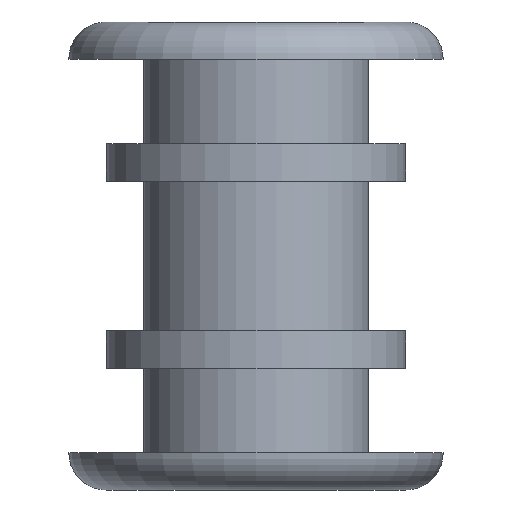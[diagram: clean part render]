
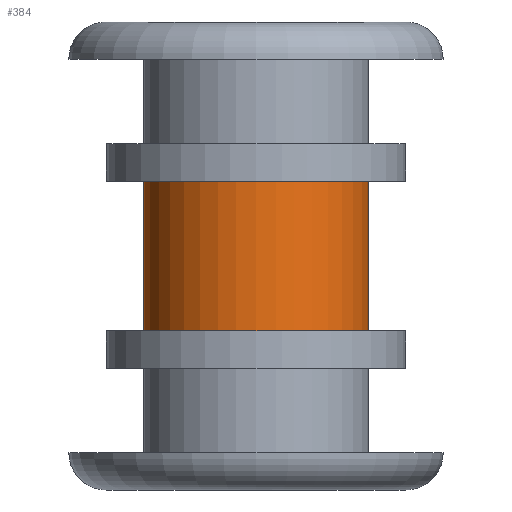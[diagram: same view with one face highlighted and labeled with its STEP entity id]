
A CAD part, left-side view. The second image highlights one B-rep face of the part: STEP entity #384.
In plain terms, the highlighted cylindrical face has radius 30 mm (diameter 60 mm), a full revolution.
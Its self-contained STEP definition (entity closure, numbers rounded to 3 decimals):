
#62 = ORIENTED_EDGE ( 'NONE', *, *, #445, .F. ) ;
#83 = EDGE_CURVE ( 'NONE', #208, #208, #970, .T. ) ;
#113 = ORIENTED_EDGE ( 'NONE', *, *, #83, .F. ) ;
#151 = DIRECTION ( 'NONE',  ( -1., 0., 0. ) ) ;
#208 = VERTEX_POINT ( 'NONE', #434 ) ;
#307 = CYLINDRICAL_SURFACE ( 'NONE', #725, 30. ) ;
#315 = CIRCLE ( 'NONE', #1000, 30. ) ;
#318 = DIRECTION ( 'NONE',  ( 1., 0., 0. ) ) ;
#384 = ADVANCED_FACE ( 'NONE', ( #837, #753 ), #307, .T. ) ;
#399 = EDGE_LOOP ( 'NONE', ( #62 ) ) ;
#434 = CARTESIAN_POINT ( 'NONE',  ( 30., 0., 20. ) ) ;
#445 = EDGE_CURVE ( 'NONE', #991, #991, #315, .T. ) ;
#513 = DIRECTION ( 'NONE',  ( 0., 0., -1. ) ) ;
#533 = CARTESIAN_POINT ( 'NONE',  ( 0., 0., -20. ) ) ;
#546 = DIRECTION ( 'NONE',  ( 0., 0., 1. ) ) ;
#725 = AXIS2_PLACEMENT_3D ( 'NONE', #748, #513, #1004 ) ;
#748 = CARTESIAN_POINT ( 'NONE',  ( 0., 0., 52.5 ) ) ;
#753 = FACE_OUTER_BOUND ( 'NONE', #399, .T. ) ;
#837 = FACE_OUTER_BOUND ( 'NONE', #887, .T. ) ;
#841 = DIRECTION ( 'NONE',  ( 0., 0., -1. ) ) ;
#887 = EDGE_LOOP ( 'NONE', ( #113 ) ) ;
#917 = CARTESIAN_POINT ( 'NONE',  ( -30., 0., -20. ) ) ;
#937 = CARTESIAN_POINT ( 'NONE',  ( 0., 0., 20. ) ) ;
#970 = CIRCLE ( 'NONE', #993, 30. ) ;
#991 = VERTEX_POINT ( 'NONE', #917 ) ;
#993 = AXIS2_PLACEMENT_3D ( 'NONE', #937, #546, #318 ) ;
#1000 = AXIS2_PLACEMENT_3D ( 'NONE', #533, #841, #151 ) ;
#1004 = DIRECTION ( 'NONE',  ( -1., 0., 0. ) ) ;
